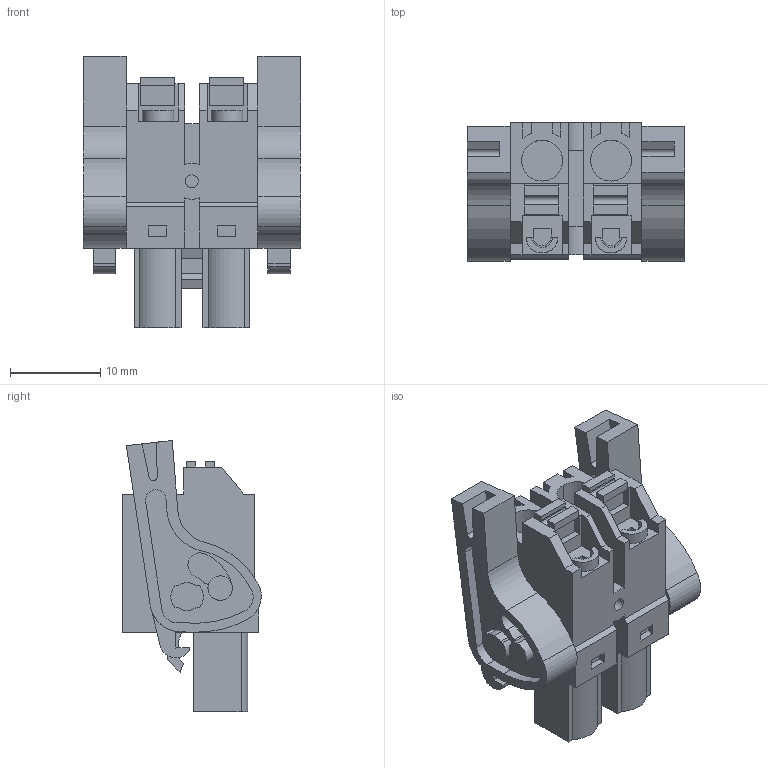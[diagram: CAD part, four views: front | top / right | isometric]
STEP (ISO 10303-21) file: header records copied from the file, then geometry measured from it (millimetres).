
FILE_DESCRIPTION(('CATIA V5 STEP Exchange','CAx-IF Rec.Pracs.--- Model Styling and Organization---1.2---2011-12-15'),'2;1');
FILE_NAME ('D1447630_0_1043990000_1043990000.stp','2017-04-08T10:36:47+00:00',('none'),('Weidmueller'),'CATIA Version 5-6 Release 2014','CATIA V5 STEP AP214','none');
FILE_SCHEMA(('AUTOMOTIVE_DESIGN { 1 0 10303 214 1 1 1 1 }'));
Length unit declared in the file: millimetre
Products named in the file (1): 1043990000
Bounding box: 24.06 x 15.31 x 29.96 mm (x, y, z)
Volume: 4679.7 mm3; surface area: 4272.6 mm2
Topology: 5 solids, 5 shells, 322 faces, 871 edges, 586 vertices
Faces by surface type: plane 222, cylinder 99, extrusion 1
Entity records: 9681 total; most frequent: CARTESIAN_POINT 1779, ORIENTED_EDGE 1742, DIRECTION 1274, EDGE_CURVE 871, VECTOR 642, LINE 641, VERTEX_POINT 586, AXIS2_PLACEMENT_3D 423
